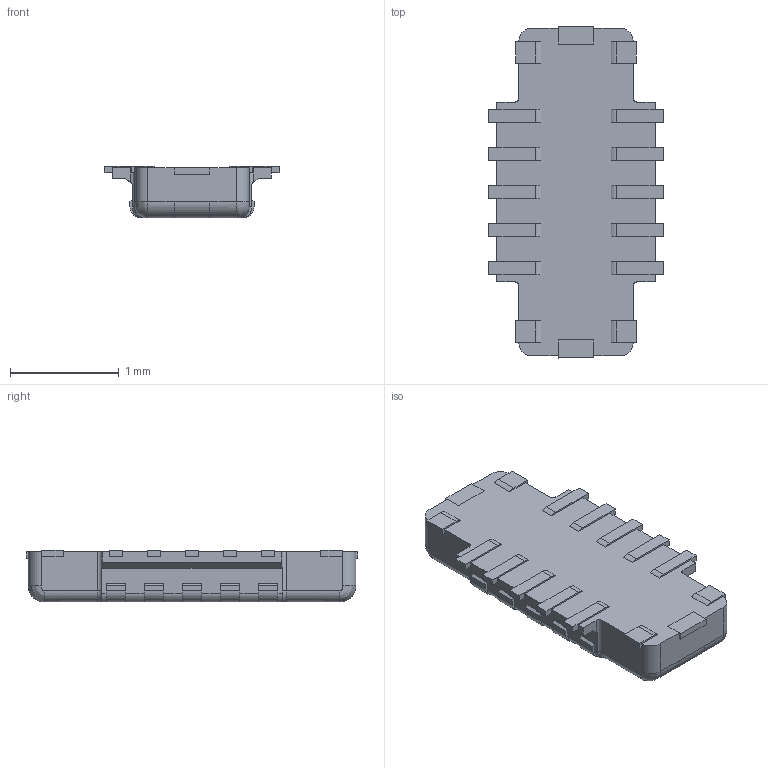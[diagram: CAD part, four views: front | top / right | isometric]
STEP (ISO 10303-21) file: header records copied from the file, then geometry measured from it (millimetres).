
FILE_DESCRIPTION(('Creo Elements/Direct Modeling STEP Export'),'2;1');
FILE_NAME('BLOCK_3D_BK13C06-10DP2-0_35V.stp','2020-05-22T18:17:09',(''),(''),'PTC Creo Elements/Direct Modeling STEP processor for AP214 (Solid Model)','PTC Creo Elements/Direct Modeling 19.0C 15-Aug-2015 (C) Parametric Technology GmbH','');
FILE_SCHEMA(('AUTOMOTIVE_DESIGN { 1 0 10303 214 1 1 1 1 }'));
Length unit declared in the file: millimetre
Products named in the file (2): BLOCK_3D_BK13C06-10DP2-0_35V
Assembly tree (1 placements, depth 2):
  BLOCK_3D_BK13C06-10DP2-0_35V
    BLOCK_3D_BK13C06-10DP2-0_35V
Bounding box: 1.6 x 3.05 x 0.47 mm (x, y, z)
Volume: 1.1 mm3; surface area: 13.2 mm2
Topology: 1 solids, 1 shells, 226 faces, 669 edges, 445 vertices
Faces by surface type: plane 152, cylinder 66, bspline 4, torus 4
Entity records: 8755 total; most frequent: CARTESIAN_POINT 2568, ORIENTED_EDGE 1338, DIRECTION 1172, EDGE_CURVE 669, VECTOR 480, LINE 480, VERTEX_POINT 445, AXIS2_PLACEMENT_3D 346
